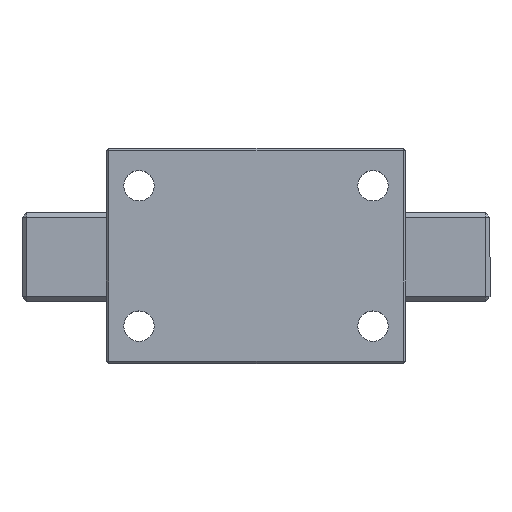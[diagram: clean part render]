
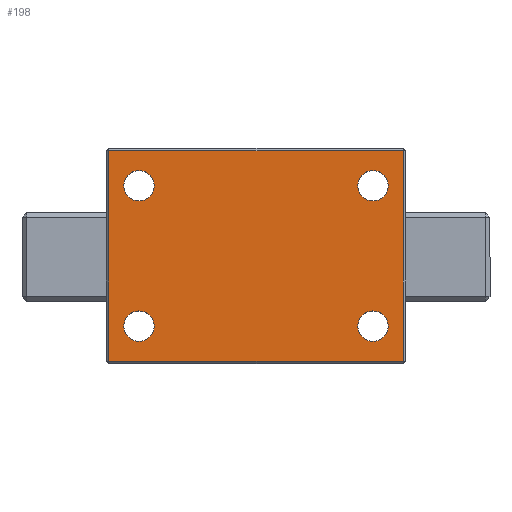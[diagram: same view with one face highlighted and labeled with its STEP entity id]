
A CAD part, top view. The second image highlights one B-rep face of the part: STEP entity #198.
In plain terms, the highlighted planar face has unit normal (0, 0, 1).
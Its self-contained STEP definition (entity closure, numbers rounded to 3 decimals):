
#4 = EDGE_CURVE ( 'NONE', #2518, #5344, #152, .T. ) ;
#37 = PLANE ( 'NONE',  #3338 ) ;
#152 = CIRCLE ( 'NONE', #5341, 3.25 ) ;
#198 = ADVANCED_FACE ( 'NONE', ( #1883, #10362, #6003, #3668, #8037 ), #37, .T. ) ;
#337 = EDGE_CURVE ( 'NONE', #5563, #10671, #544, .T. ) ;
#497 = ORIENTED_EDGE ( 'NONE', *, *, #796, .T. ) ;
#499 = AXIS2_PLACEMENT_3D ( 'NONE', #3674, #9788, #4557 ) ;
#544 = CIRCLE ( 'NONE', #5694, 3.25 ) ;
#567 = DIRECTION ( 'NONE',  ( 1., 0., 0. ) ) ;
#662 = CARTESIAN_POINT ( 'NONE',  ( -32., 22.5, 18. ) ) ;
#796 = EDGE_CURVE ( 'NONE', #5745, #10367, #6788, .T. ) ;
#852 = EDGE_CURVE ( 'NONE', #5344, #2518, #11139, .T. ) ;
#898 = DIRECTION ( 'NONE',  ( 1., 0., 0. ) ) ;
#958 = VERTEX_POINT ( 'NONE', #5730 ) ;
#1102 = LINE ( 'NONE', #4319, #5743 ) ;
#1108 = ORIENTED_EDGE ( 'NONE', *, *, #852, .F. ) ;
#1151 = CARTESIAN_POINT ( 'NONE',  ( -25., -15., 18. ) ) ;
#1339 = EDGE_LOOP ( 'NONE', ( #6922, #5392 ) ) ;
#1391 = CARTESIAN_POINT ( 'NONE',  ( -28.25, -15., 18. ) ) ;
#1521 = CARTESIAN_POINT ( 'NONE',  ( -21.75, -15., 18. ) ) ;
#1883 = FACE_BOUND ( 'NONE', #3295, .T. ) ;
#1918 = CARTESIAN_POINT ( 'NONE',  ( -21.75, 15., 18. ) ) ;
#1979 = CARTESIAN_POINT ( 'NONE',  ( -25., -15., 18. ) ) ;
#1998 = DIRECTION ( 'NONE',  ( 1., 0., 0. ) ) ;
#2510 = CARTESIAN_POINT ( 'NONE',  ( -31.5, 22.5, 18. ) ) ;
#2518 = VERTEX_POINT ( 'NONE', #6133 ) ;
#2667 = VECTOR ( 'NONE', #4740, 1000. ) ;
#2707 = ORIENTED_EDGE ( 'NONE', *, *, #10418, .F. ) ;
#2854 = DIRECTION ( 'NONE',  ( 1., 0., 0. ) ) ;
#2905 = CARTESIAN_POINT ( 'NONE',  ( 25., 15., 18. ) ) ;
#3032 = VERTEX_POINT ( 'NONE', #10883 ) ;
#3090 = CARTESIAN_POINT ( 'NONE',  ( -25., 15., 18. ) ) ;
#3096 = VERTEX_POINT ( 'NONE', #1391 ) ;
#3295 = EDGE_LOOP ( 'NONE', ( #7232, #2707 ) ) ;
#3338 = AXIS2_PLACEMENT_3D ( 'NONE', #9548, #6127, #898 ) ;
#3472 = AXIS2_PLACEMENT_3D ( 'NONE', #2905, #9029, #3792 ) ;
#3599 = CIRCLE ( 'NONE', #10858, 3.25 ) ;
#3668 = FACE_BOUND ( 'NONE', #4509, .T. ) ;
#3674 = CARTESIAN_POINT ( 'NONE',  ( 25., -15., 18. ) ) ;
#3792 = DIRECTION ( 'NONE',  ( 1., 0., 0. ) ) ;
#3869 = DIRECTION ( 'NONE',  ( 0., 0., 1. ) ) ;
#3979 = DIRECTION ( 'NONE',  ( 1., 0., 0. ) ) ;
#4017 = CARTESIAN_POINT ( 'NONE',  ( 28.25, -15., 18. ) ) ;
#4107 = VERTEX_POINT ( 'NONE', #7074 ) ;
#4123 = EDGE_CURVE ( 'NONE', #958, #7675, #6711, .T. ) ;
#4141 = CARTESIAN_POINT ( 'NONE',  ( 21.75, -15., 18. ) ) ;
#4245 = CIRCLE ( 'NONE', #499, 3.25 ) ;
#4319 = CARTESIAN_POINT ( 'NONE',  ( 32., -22.5, 18. ) ) ;
#4509 = EDGE_LOOP ( 'NONE', ( #1108, #10822 ) ) ;
#4557 = DIRECTION ( 'NONE',  ( 1., 0., 0. ) ) ;
#4635 = CIRCLE ( 'NONE', #7764, 3.25 ) ;
#4740 = DIRECTION ( 'NONE',  ( 0., -1., 0. ) ) ;
#4775 = EDGE_LOOP ( 'NONE', ( #7489, #10273 ) ) ;
#4856 = VERTEX_POINT ( 'NONE', #1521 ) ;
#5163 = AXIS2_PLACEMENT_3D ( 'NONE', #1979, #8102, #2854 ) ;
#5341 = AXIS2_PLACEMENT_3D ( 'NONE', #7067, #6209, #10551 ) ;
#5344 = VERTEX_POINT ( 'NONE', #1918 ) ;
#5392 = ORIENTED_EDGE ( 'NONE', *, *, #9395, .F. ) ;
#5395 = EDGE_CURVE ( 'NONE', #4107, #3032, #9558, .T. ) ;
#5563 = VERTEX_POINT ( 'NONE', #4017 ) ;
#5694 = AXIS2_PLACEMENT_3D ( 'NONE', #9096, #3869, #9970 ) ;
#5730 = CARTESIAN_POINT ( 'NONE',  ( 31.5, -22.5, 18. ) ) ;
#5743 = VECTOR ( 'NONE', #10428, 1000. ) ;
#5745 = VERTEX_POINT ( 'NONE', #2510 ) ;
#5783 = DIRECTION ( 'NONE',  ( 0., 0., 1. ) ) ;
#5836 = AXIS2_PLACEMENT_3D ( 'NONE', #3090, #9213, #3979 ) ;
#5891 = DIRECTION ( 'NONE',  ( -1., 0., 0. ) ) ;
#6003 = FACE_BOUND ( 'NONE', #4775, .T. ) ;
#6127 = DIRECTION ( 'NONE',  ( 0., 0., 1. ) ) ;
#6133 = CARTESIAN_POINT ( 'NONE',  ( -28.25, 15., 18. ) ) ;
#6209 = DIRECTION ( 'NONE',  ( 0., 0., 1. ) ) ;
#6287 = DIRECTION ( 'NONE',  ( 0., 1., 0. ) ) ;
#6344 = CARTESIAN_POINT ( 'NONE',  ( -31.5, -22.5, 18. ) ) ;
#6423 = EDGE_CURVE ( 'NONE', #10367, #958, #1102, .T. ) ;
#6636 = EDGE_CURVE ( 'NONE', #3032, #4107, #4635, .T. ) ;
#6711 = LINE ( 'NONE', #9707, #11059 ) ;
#6788 = LINE ( 'NONE', #11197, #2667 ) ;
#6922 = ORIENTED_EDGE ( 'NONE', *, *, #337, .F. ) ;
#7007 = CIRCLE ( 'NONE', #5163, 3.25 ) ;
#7067 = CARTESIAN_POINT ( 'NONE',  ( -25., 15., 18. ) ) ;
#7074 = CARTESIAN_POINT ( 'NONE',  ( 28.25, 15., 18. ) ) ;
#7187 = EDGE_CURVE ( 'NONE', #4856, #3096, #7007, .T. ) ;
#7232 = ORIENTED_EDGE ( 'NONE', *, *, #7187, .F. ) ;
#7251 = DIRECTION ( 'NONE',  ( 0., 0., 1. ) ) ;
#7489 = ORIENTED_EDGE ( 'NONE', *, *, #5395, .F. ) ;
#7543 = LINE ( 'NONE', #662, #9331 ) ;
#7675 = VERTEX_POINT ( 'NONE', #9880 ) ;
#7764 = AXIS2_PLACEMENT_3D ( 'NONE', #10987, #5783, #567 ) ;
#8037 = FACE_OUTER_BOUND ( 'NONE', #10020, .T. ) ;
#8102 = DIRECTION ( 'NONE',  ( 0., 0., 1. ) ) ;
#9029 = DIRECTION ( 'NONE',  ( 0., 0., 1. ) ) ;
#9096 = CARTESIAN_POINT ( 'NONE',  ( 25., -15., 18. ) ) ;
#9213 = DIRECTION ( 'NONE',  ( 0., 0., 1. ) ) ;
#9331 = VECTOR ( 'NONE', #5891, 1000. ) ;
#9395 = EDGE_CURVE ( 'NONE', #10671, #5563, #4245, .T. ) ;
#9548 = CARTESIAN_POINT ( 'NONE',  ( 0., 0., 18. ) ) ;
#9558 = CIRCLE ( 'NONE', #3472, 3.25 ) ;
#9707 = CARTESIAN_POINT ( 'NONE',  ( 31.5, 23., 18. ) ) ;
#9764 = EDGE_CURVE ( 'NONE', #7675, #5745, #7543, .T. ) ;
#9788 = DIRECTION ( 'NONE',  ( 0., 0., 1. ) ) ;
#9868 = ORIENTED_EDGE ( 'NONE', *, *, #9764, .T. ) ;
#9880 = CARTESIAN_POINT ( 'NONE',  ( 31.5, 22.5, 18. ) ) ;
#9970 = DIRECTION ( 'NONE',  ( 1., 0., 0. ) ) ;
#10020 = EDGE_LOOP ( 'NONE', ( #10393, #9868, #497, #10708 ) ) ;
#10273 = ORIENTED_EDGE ( 'NONE', *, *, #6636, .F. ) ;
#10362 = FACE_BOUND ( 'NONE', #1339, .T. ) ;
#10367 = VERTEX_POINT ( 'NONE', #6344 ) ;
#10393 = ORIENTED_EDGE ( 'NONE', *, *, #4123, .T. ) ;
#10418 = EDGE_CURVE ( 'NONE', #3096, #4856, #3599, .T. ) ;
#10428 = DIRECTION ( 'NONE',  ( 1., 0., 0. ) ) ;
#10551 = DIRECTION ( 'NONE',  ( 1., 0., 0. ) ) ;
#10671 = VERTEX_POINT ( 'NONE', #4141 ) ;
#10708 = ORIENTED_EDGE ( 'NONE', *, *, #6423, .T. ) ;
#10822 = ORIENTED_EDGE ( 'NONE', *, *, #4, .F. ) ;
#10858 = AXIS2_PLACEMENT_3D ( 'NONE', #1151, #7251, #1998 ) ;
#10883 = CARTESIAN_POINT ( 'NONE',  ( 21.75, 15., 18. ) ) ;
#10987 = CARTESIAN_POINT ( 'NONE',  ( 25., 15., 18. ) ) ;
#11059 = VECTOR ( 'NONE', #6287, 1000. ) ;
#11139 = CIRCLE ( 'NONE', #5836, 3.25 ) ;
#11197 = CARTESIAN_POINT ( 'NONE',  ( -31.5, -23., 18. ) ) ;
